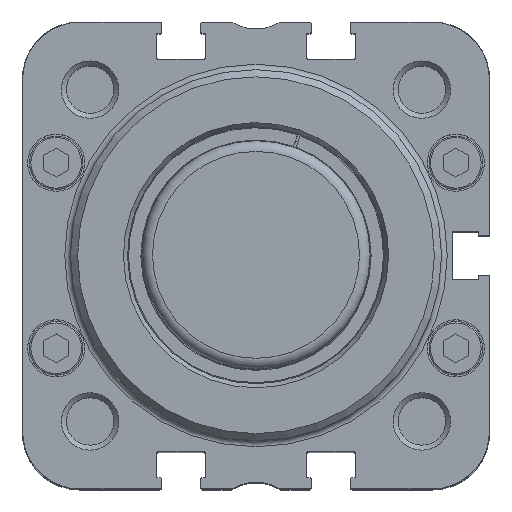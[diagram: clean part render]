
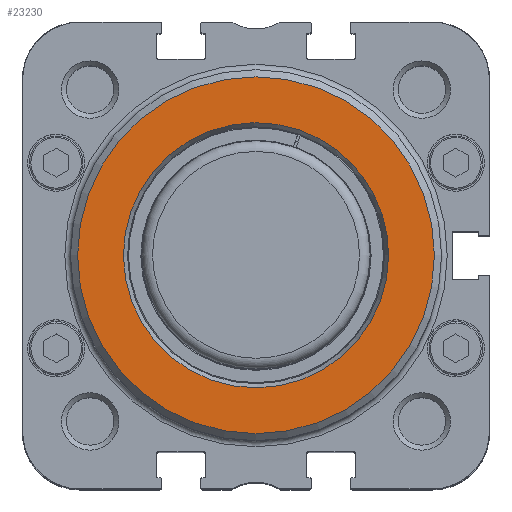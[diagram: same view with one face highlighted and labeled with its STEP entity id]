
A CAD part, top view. The second image highlights one B-rep face of the part: STEP entity #23230.
In plain terms, the highlighted planar face has unit normal (0, 0, 1).
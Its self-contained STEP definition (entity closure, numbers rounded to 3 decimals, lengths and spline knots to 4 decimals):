
#5903=PLANE($,#24274);
#6123=FACE_BOUND($,#8800,.T.);
#7331=FACE_OUTER_BOUND($,#8799,.T.);
#8799=EDGE_LOOP($,(#21444));
#8800=EDGE_LOOP($,(#21445));
#9323=CIRCLE($,#24273,1.8577);
#9324=CIRCLE($,#24275,2.5);
#11577=VERTEX_POINT($,#45809);
#11578=VERTEX_POINT($,#45812);
#14898=EDGE_CURVE($,#11577,#11577,#9323,.T.);
#14899=EDGE_CURVE($,#11578,#11578,#9324,.T.);
#21444=ORIENTED_EDGE($,*,*,#14899,.F.);
#21445=ORIENTED_EDGE($,*,*,#14898,.F.);
#23230=ADVANCED_FACE($,(#7331,#6123),#5903,.F.);
#24273=AXIS2_PLACEMENT_3D($,#45810,#27815,#27816);
#24274=AXIS2_PLACEMENT_3D($,#45811,#27817,#27818);
#24275=AXIS2_PLACEMENT_3D($,#45813,#27819,#27820);
#27815=DIRECTION('center_axis',(0.,0.,1.));
#27816=DIRECTION('ref_axis',(-1.,0.,0.));
#27817=DIRECTION('center_axis',(0.,0.,-1.));
#27818=DIRECTION('ref_axis',(-1.,0.,0.));
#27819=DIRECTION('center_axis',(0.,0.,-1.));
#27820=DIRECTION('ref_axis',(1.,0.,0.));
#45809=CARTESIAN_POINT('',(1.8577,0.,9.93));
#45810=CARTESIAN_POINT('Origin',(0.,0.,9.93));
#45811=CARTESIAN_POINT('Origin',(0.,0.,9.93));
#45812=CARTESIAN_POINT('',(-2.5,0.,9.93));
#45813=CARTESIAN_POINT('Origin',(0.,0.,9.93));
